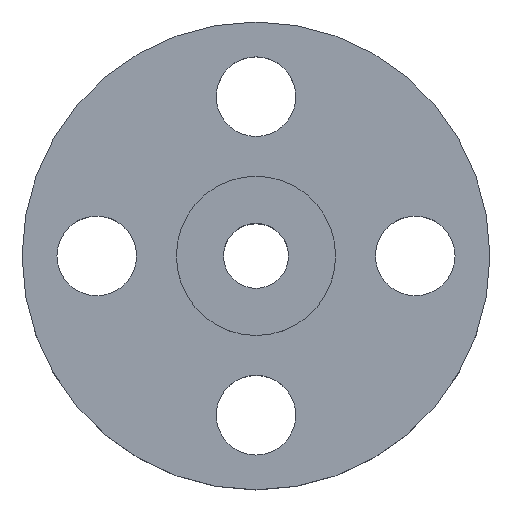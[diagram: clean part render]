
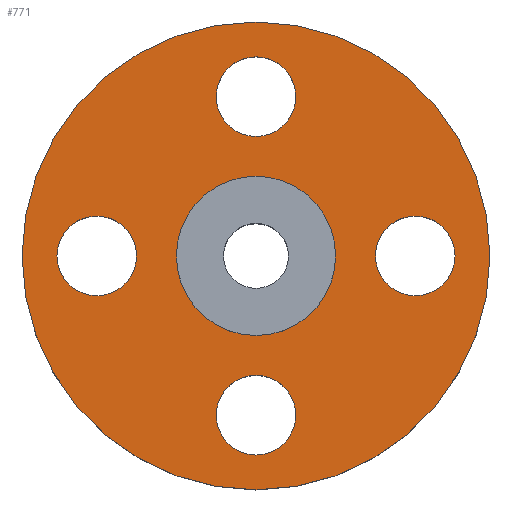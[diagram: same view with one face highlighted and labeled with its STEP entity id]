
A CAD part, top view. The second image highlights one B-rep face of the part: STEP entity #771.
In plain terms, the highlighted planar face has unit normal (0, 0, 1).
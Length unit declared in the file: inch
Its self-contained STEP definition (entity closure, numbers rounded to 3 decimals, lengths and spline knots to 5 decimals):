
#12 = DIRECTION ( 'NONE',  ( 0., 0., 1. ) ) ;
#24 = EDGE_LOOP ( 'NONE', ( #301, #144 ) ) ;
#29 = AXIS2_PLACEMENT_3D ( 'NONE', #714, #315, #234 ) ;
#32 = VERTEX_POINT ( 'NONE', #617 ) ;
#43 = CARTESIAN_POINT ( 'NONE',  ( -2., 0., -0.25 ) ) ;
#62 = EDGE_CURVE ( 'NONE', #142, #550, #171, .T. ) ;
#63 = AXIS2_PLACEMENT_3D ( 'NONE', #85, #348, #420 ) ;
#64 = AXIS2_PLACEMENT_3D ( 'NONE', #188, #110, #242 ) ;
#69 = CARTESIAN_POINT ( 'NONE',  ( -0.5, -2., -0.25 ) ) ;
#84 = DIRECTION ( 'NONE',  ( 0., 0., 1. ) ) ;
#85 = CARTESIAN_POINT ( 'NONE',  ( 0., 2., -0.25 ) ) ;
#86 = DIRECTION ( 'NONE',  ( 1., 0., 0. ) ) ;
#97 = DIRECTION ( 'NONE',  ( 0., 0., 1. ) ) ;
#98 = VERTEX_POINT ( 'NONE', #324 ) ;
#106 = CIRCLE ( 'NONE', #288, 2.9375 ) ;
#110 = DIRECTION ( 'NONE',  ( 0., 0., 1. ) ) ;
#122 = AXIS2_PLACEMENT_3D ( 'NONE', #566, #486, #830 ) ;
#130 = ORIENTED_EDGE ( 'NONE', *, *, #62, .F. ) ;
#142 = VERTEX_POINT ( 'NONE', #471 ) ;
#144 = ORIENTED_EDGE ( 'NONE', *, *, #293, .T. ) ;
#158 = DIRECTION ( 'NONE',  ( 0., 0., 1. ) ) ;
#161 = CARTESIAN_POINT ( 'NONE',  ( 0., -2., -0.25 ) ) ;
#164 = CARTESIAN_POINT ( 'NONE',  ( 2.5, 0., -0.25 ) ) ;
#167 = CARTESIAN_POINT ( 'NONE',  ( 0., 0., -0.25 ) ) ;
#171 = CIRCLE ( 'NONE', #665, 0.5 ) ;
#175 = DIRECTION ( 'NONE',  ( 1., 0., 0. ) ) ;
#182 = DIRECTION ( 'NONE',  ( 0., -1., 0. ) ) ;
#184 = CARTESIAN_POINT ( 'NONE',  ( 1., 0., -0.25 ) ) ;
#188 = CARTESIAN_POINT ( 'NONE',  ( 0., 0., -0.25 ) ) ;
#199 = CARTESIAN_POINT ( 'NONE',  ( 0., 2., -0.25 ) ) ;
#211 = CARTESIAN_POINT ( 'NONE',  ( -2.5, 0., -0.25 ) ) ;
#225 = ORIENTED_EDGE ( 'NONE', *, *, #703, .F. ) ;
#229 = EDGE_CURVE ( 'NONE', #374, #718, #858, .T. ) ;
#234 = DIRECTION ( 'NONE',  ( 1., 0., 0. ) ) ;
#236 = VERTEX_POINT ( 'NONE', #164 ) ;
#238 = CARTESIAN_POINT ( 'NONE',  ( 0.5, -2., -0.25 ) ) ;
#242 = DIRECTION ( 'NONE',  ( 1., 0., 0. ) ) ;
#243 = CARTESIAN_POINT ( 'NONE',  ( 0.5, 2., -0.25 ) ) ;
#245 = FACE_BOUND ( 'NONE', #693, .T. ) ;
#261 = DIRECTION ( 'NONE',  ( 1., 0., 0. ) ) ;
#264 = EDGE_CURVE ( 'NONE', #550, #142, #580, .T. ) ;
#265 = VERTEX_POINT ( 'NONE', #684 ) ;
#269 = ORIENTED_EDGE ( 'NONE', *, *, #514, .F. ) ;
#277 = VERTEX_POINT ( 'NONE', #184 ) ;
#288 = AXIS2_PLACEMENT_3D ( 'NONE', #489, #97, #86 ) ;
#293 = EDGE_CURVE ( 'NONE', #666, #32, #429, .T. ) ;
#296 = DIRECTION ( 'NONE',  ( 0., 0., 1. ) ) ;
#298 = CIRCLE ( 'NONE', #29, 1. ) ;
#301 = ORIENTED_EDGE ( 'NONE', *, *, #648, .T. ) ;
#315 = DIRECTION ( 'NONE',  ( 0., 0., 1. ) ) ;
#317 = DIRECTION ( 'NONE',  ( 0., 0., -1. ) ) ;
#322 = ORIENTED_EDGE ( 'NONE', *, *, #819, .F. ) ;
#324 = CARTESIAN_POINT ( 'NONE',  ( -1.5, 0., -0.25 ) ) ;
#342 = CIRCLE ( 'NONE', #412, 0.5 ) ;
#348 = DIRECTION ( 'NONE',  ( 0., 0., 1. ) ) ;
#350 = DIRECTION ( 'NONE',  ( 1., 0., 0. ) ) ;
#366 = AXIS2_PLACEMENT_3D ( 'NONE', #757, #499, #773 ) ;
#374 = VERTEX_POINT ( 'NONE', #69 ) ;
#389 = ORIENTED_EDGE ( 'NONE', *, *, #725, .F. ) ;
#412 = AXIS2_PLACEMENT_3D ( 'NONE', #161, #296, #699 ) ;
#420 = DIRECTION ( 'NONE',  ( 0., -1., 0. ) ) ;
#429 = CIRCLE ( 'NONE', #782, 2.9375 ) ;
#430 = AXIS2_PLACEMENT_3D ( 'NONE', #43, #12, #261 ) ;
#431 = CARTESIAN_POINT ( 'NONE',  ( -2.9375, 0., -0.25 ) ) ;
#436 = VERTEX_POINT ( 'NONE', #211 ) ;
#443 = CIRCLE ( 'NONE', #64, 1. ) ;
#452 = PLANE ( 'NONE',  #627 ) ;
#459 = FACE_BOUND ( 'NONE', #530, .T. ) ;
#466 = EDGE_CURVE ( 'NONE', #436, #98, #496, .T. ) ;
#471 = CARTESIAN_POINT ( 'NONE',  ( -0.5, 2., -0.25 ) ) ;
#476 = CARTESIAN_POINT ( 'NONE',  ( -2., 0., -0.25 ) ) ;
#478 = ORIENTED_EDGE ( 'NONE', *, *, #634, .F. ) ;
#486 = DIRECTION ( 'NONE',  ( 0., 0., 1. ) ) ;
#489 = CARTESIAN_POINT ( 'NONE',  ( 0., 0., -0.25 ) ) ;
#496 = CIRCLE ( 'NONE', #794, 0.5 ) ;
#499 = DIRECTION ( 'NONE',  ( 0., 0., 1. ) ) ;
#508 = EDGE_LOOP ( 'NONE', ( #478, #815 ) ) ;
#514 = EDGE_CURVE ( 'NONE', #236, #672, #653, .T. ) ;
#522 = FACE_BOUND ( 'NONE', #508, .T. ) ;
#530 = EDGE_LOOP ( 'NONE', ( #322, #536 ) ) ;
#536 = ORIENTED_EDGE ( 'NONE', *, *, #466, .F. ) ;
#550 = VERTEX_POINT ( 'NONE', #243 ) ;
#553 = CARTESIAN_POINT ( 'NONE',  ( 1.5, 0., -0.25 ) ) ;
#566 = CARTESIAN_POINT ( 'NONE',  ( 2., 0., -0.25 ) ) ;
#577 = DIRECTION ( 'NONE',  ( -1., 0., 0. ) ) ;
#580 = CIRCLE ( 'NONE', #63, 0.5 ) ;
#587 = FACE_BOUND ( 'NONE', #781, .T. ) ;
#592 = EDGE_CURVE ( 'NONE', #265, #277, #298, .T. ) ;
#617 = CARTESIAN_POINT ( 'NONE',  ( 2.9375, 0., -0.25 ) ) ;
#627 = AXIS2_PLACEMENT_3D ( 'NONE', #641, #317, #644 ) ;
#634 = EDGE_CURVE ( 'NONE', #718, #374, #342, .T. ) ;
#641 = CARTESIAN_POINT ( 'NONE',  ( 0., 1., -0.25 ) ) ;
#644 = DIRECTION ( 'NONE',  ( -1., 0., 0. ) ) ;
#648 = EDGE_CURVE ( 'NONE', #32, #666, #106, .T. ) ;
#653 = CIRCLE ( 'NONE', #783, 0.5 ) ;
#656 = FACE_OUTER_BOUND ( 'NONE', #24, .T. ) ;
#665 = AXIS2_PLACEMENT_3D ( 'NONE', #199, #846, #182 ) ;
#666 = VERTEX_POINT ( 'NONE', #431 ) ;
#668 = CIRCLE ( 'NONE', #122, 0.5 ) ;
#672 = VERTEX_POINT ( 'NONE', #553 ) ;
#675 = ORIENTED_EDGE ( 'NONE', *, *, #264, .F. ) ;
#684 = CARTESIAN_POINT ( 'NONE',  ( -1., 0., -0.25 ) ) ;
#693 = EDGE_LOOP ( 'NONE', ( #675, #130 ) ) ;
#699 = DIRECTION ( 'NONE',  ( 0., 1., 0. ) ) ;
#703 = EDGE_CURVE ( 'NONE', #672, #236, #668, .T. ) ;
#714 = CARTESIAN_POINT ( 'NONE',  ( 0., 0., -0.25 ) ) ;
#718 = VERTEX_POINT ( 'NONE', #238 ) ;
#719 = DIRECTION ( 'NONE',  ( 0., 0., 1. ) ) ;
#725 = EDGE_CURVE ( 'NONE', #277, #265, #443, .T. ) ;
#736 = EDGE_LOOP ( 'NONE', ( #389, #785 ) ) ;
#757 = CARTESIAN_POINT ( 'NONE',  ( 0., -2., -0.25 ) ) ;
#767 = CARTESIAN_POINT ( 'NONE',  ( 2., 0., -0.25 ) ) ;
#771 = ADVANCED_FACE ( 'NONE', ( #245, #587, #522, #459, #838, #656 ), #452, .F. ) ;
#773 = DIRECTION ( 'NONE',  ( 0., 1., 0. ) ) ;
#781 = EDGE_LOOP ( 'NONE', ( #269, #225 ) ) ;
#782 = AXIS2_PLACEMENT_3D ( 'NONE', #167, #719, #175 ) ;
#783 = AXIS2_PLACEMENT_3D ( 'NONE', #767, #158, #577 ) ;
#785 = ORIENTED_EDGE ( 'NONE', *, *, #592, .F. ) ;
#794 = AXIS2_PLACEMENT_3D ( 'NONE', #476, #84, #350 ) ;
#810 = CIRCLE ( 'NONE', #430, 0.5 ) ;
#815 = ORIENTED_EDGE ( 'NONE', *, *, #229, .F. ) ;
#819 = EDGE_CURVE ( 'NONE', #98, #436, #810, .T. ) ;
#830 = DIRECTION ( 'NONE',  ( -1., 0., 0. ) ) ;
#838 = FACE_BOUND ( 'NONE', #736, .T. ) ;
#846 = DIRECTION ( 'NONE',  ( 0., 0., 1. ) ) ;
#858 = CIRCLE ( 'NONE', #366, 0.5 ) ;
